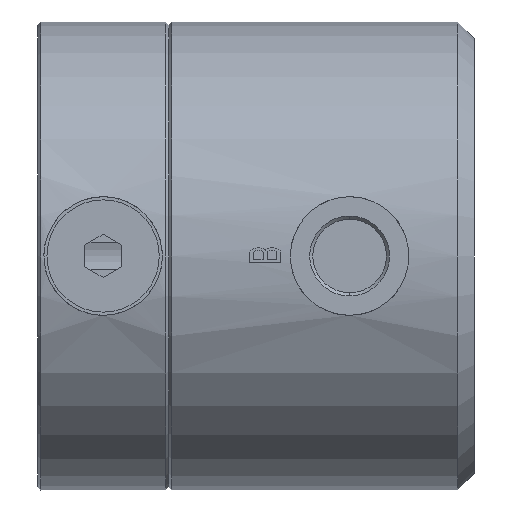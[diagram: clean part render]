
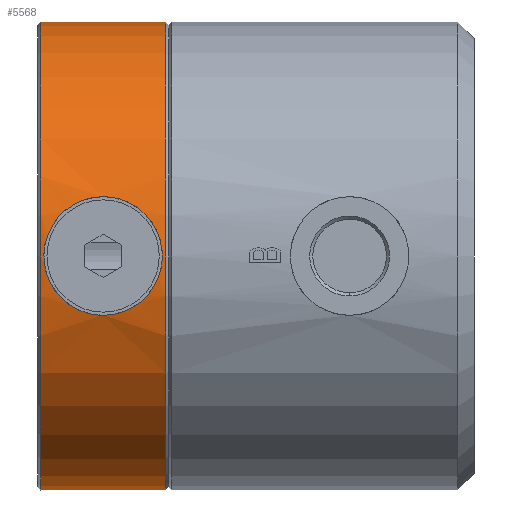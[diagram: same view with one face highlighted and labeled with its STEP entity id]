
A CAD part, front view. The second image highlights one B-rep face of the part: STEP entity #5568.
In plain terms, the highlighted cylindrical face has radius 37.5 mm (diameter 75 mm), a partial arc.
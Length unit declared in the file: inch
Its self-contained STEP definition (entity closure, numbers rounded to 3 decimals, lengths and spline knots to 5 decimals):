
#400=CARTESIAN_POINT('',(-1.35827,0.,0.));
#401=DIRECTION('',(-1.,0.,0.));
#402=DIRECTION('',(0.,0.,-1.));
#403=AXIS2_PLACEMENT_3D('',#400,#401,#402);
#408=DIRECTION('',(-1.,0.,0.));
#409=VECTOR('',#408,0.7874);
#410=CARTESIAN_POINT('',(-0.57087,0.,1.47638));
#411=LINE('',#410,#409);
#415=DIRECTION('',(-1.,0.,0.));
#416=VECTOR('',#415,0.7874);
#417=CARTESIAN_POINT('',(-0.57087,0.,-1.47638));
#418=LINE('',#417,#416);
#2519=CARTESIAN_POINT('',(-0.57087,0.,0.));
#2520=DIRECTION('',(1.,0.,0.));
#2521=DIRECTION('',(0.,0.,1.));
#2522=AXIS2_PLACEMENT_3D('',#2519,#2520,#2521);
#3048=CARTESIAN_POINT('',(-0.96457,-1.42822,
0.37402));
#3049=CARTESIAN_POINT('',(-0.97998,-1.42822,
0.37402));
#3050=CARTESIAN_POINT('',(-1.01091,-1.42872,
0.37211));
#3051=CARTESIAN_POINT('',(-1.05711,-1.43097,
0.36341));
#3052=CARTESIAN_POINT('',(-1.10187,-1.43458,
0.34895));
#3053=CARTESIAN_POINT('',(-1.14426,-1.43928,
0.32916));
#3054=CARTESIAN_POINT('',(-1.18463,-1.4449,
0.30367));
#3055=CARTESIAN_POINT('',(-1.22114,-1.45095,
0.2735));
#3056=CARTESIAN_POINT('',(-1.25376,-1.4571,
0.2388));
#3057=CARTESIAN_POINT('',(-1.2819,-1.46298,
0.19985));
#3058=CARTESIAN_POINT('',(-1.30439,-1.46805,
0.15859));
#3059=CARTESIAN_POINT('',(-1.32174,-1.47218,
0.11428));
#3060=CARTESIAN_POINT('',(-1.33315,-1.47501,
0.06893));
#3061=CARTESIAN_POINT('',(-1.33886,-1.47645,
0.02276));
#3062=CARTESIAN_POINT('',(-1.33879,-1.47643,
-0.02393));
#3063=CARTESIAN_POINT('',(-1.33292,-1.47495,
-0.07012));
#3064=CARTESIAN_POINT('',(-1.32147,-1.47212,
-0.11503));
#3065=CARTESIAN_POINT('',(-1.30424,-1.46801,
-0.15894));
#3066=CARTESIAN_POINT('',(-1.28136,-1.46286,
-0.20068));
#3067=CARTESIAN_POINT('',(-1.25379,-1.45711,
-0.23869));
#3068=CARTESIAN_POINT('',(-1.2214,-1.45099,
-0.27328));
#3069=CARTESIAN_POINT('',(-1.18473,-1.44492,
-0.30358));
#3070=CARTESIAN_POINT('',(-1.14496,-1.43937,
-0.32877));
#3071=CARTESIAN_POINT('',(-1.10204,-1.4346,
-0.3489));
#3072=CARTESIAN_POINT('',(-1.05748,-1.43099,
-0.3633));
#3073=CARTESIAN_POINT('',(-1.01115,-1.42873,
-0.37209));
#3074=CARTESIAN_POINT('',(-0.98007,-1.42822,
-0.37402));
#3075=CARTESIAN_POINT('',(-0.96457,-1.42822,
-0.37402));
#3119=CARTESIAN_POINT('',(-0.96457,-1.42822,
-0.37402));
#3120=CARTESIAN_POINT('',(-0.94916,-1.42822,
-0.37402));
#3121=CARTESIAN_POINT('',(-0.91822,-1.42872,
-0.37211));
#3122=CARTESIAN_POINT('',(-0.87202,-1.43097,
-0.36341));
#3123=CARTESIAN_POINT('',(-0.82727,-1.43458,
-0.34895));
#3124=CARTESIAN_POINT('',(-0.78488,-1.43928,
-0.32916));
#3125=CARTESIAN_POINT('',(-0.7445,-1.4449,
-0.30367));
#3126=CARTESIAN_POINT('',(-0.708,-1.45095,
-0.2735));
#3127=CARTESIAN_POINT('',(-0.67538,-1.4571,
-0.2388));
#3128=CARTESIAN_POINT('',(-0.64724,-1.46298,
-0.19985));
#3129=CARTESIAN_POINT('',(-0.62475,-1.46805,
-0.15859));
#3130=CARTESIAN_POINT('',(-0.60739,-1.47218,
-0.11428));
#3131=CARTESIAN_POINT('',(-0.59598,-1.47501,
-0.06893));
#3132=CARTESIAN_POINT('',(-0.59028,-1.47645,
-0.02276));
#3133=CARTESIAN_POINT('',(-0.59035,-1.47643,
0.02393));
#3134=CARTESIAN_POINT('',(-0.59621,-1.47495,
0.07012));
#3135=CARTESIAN_POINT('',(-0.60766,-1.47212,
0.11503));
#3136=CARTESIAN_POINT('',(-0.62489,-1.46801,
0.15894));
#3137=CARTESIAN_POINT('',(-0.64778,-1.46286,
0.20069));
#3138=CARTESIAN_POINT('',(-0.67534,-1.45711,
0.23869));
#3139=CARTESIAN_POINT('',(-0.70773,-1.45099,
0.27328));
#3140=CARTESIAN_POINT('',(-0.74441,-1.44492,
0.30358));
#3141=CARTESIAN_POINT('',(-0.78417,-1.43937,
0.32877));
#3142=CARTESIAN_POINT('',(-0.82709,-1.4346,
0.3489));
#3143=CARTESIAN_POINT('',(-0.87166,-1.43099,
0.3633));
#3144=CARTESIAN_POINT('',(-0.91799,-1.42873,
0.37209));
#3145=CARTESIAN_POINT('',(-0.94906,-1.42822,
0.37402));
#3146=CARTESIAN_POINT('',(-0.96457,-1.42822,
0.37402));
#4713=CARTESIAN_POINT('',(-0.57087,0.,1.47638));
#4714=VERTEX_POINT('',#4713);
#4727=CARTESIAN_POINT('',(-0.57087,0.,-1.47638));
#4728=VERTEX_POINT('',#4727);
#4797=CARTESIAN_POINT('',(-1.35827,0.,1.47638));
#4798=VERTEX_POINT('',#4797);
#4847=CARTESIAN_POINT('',(-1.35827,0.,-1.47638));
#4848=VERTEX_POINT('',#4847);
#4869=CARTESIAN_POINT('',(-0.96457,-1.42822,
-0.37402));
#4871=VERTEX_POINT('',#4869);
#4881=CARTESIAN_POINT('',(-0.96457,-1.42822,
0.37402));
#4882=VERTEX_POINT('',#4881);
#5548=CARTESIAN_POINT('',(-1.51575,0.,0.));
#5549=DIRECTION('',(1.,0.,0.));
#5550=DIRECTION('',(0.,0.,-1.));
#5551=AXIS2_PLACEMENT_3D('',#5548,#5549,#5550);
#5552=CYLINDRICAL_SURFACE('',#5551,1.47638);
#5554=ORIENTED_EDGE('',*,*,#5553,.F.);
#5556=ORIENTED_EDGE('',*,*,#5555,.T.);
#5558=ORIENTED_EDGE('',*,*,#5557,.T.);
#5559=ORIENTED_EDGE('',*,*,#5541,.T.);
#5560=EDGE_LOOP('',(#5554,#5556,#5558,#5559));
#5561=FACE_OUTER_BOUND('',#5560,.F.);
#5563=ORIENTED_EDGE('',*,*,#5562,.T.);
#5565=ORIENTED_EDGE('',*,*,#5564,.T.);
#5566=EDGE_LOOP('',(#5563,#5565));
#5567=FACE_BOUND('',#5566,.F.);
#404=CIRCLE('',#403,1.47638);
#2523=CIRCLE('',#2522,1.47638);
#3076=B_SPLINE_CURVE_WITH_KNOTS('',3,(#3048,#3049,#3050,#3051,#3052,#3053,#3054,
#3055,#3056,#3057,#3058,#3059,#3060,#3061,#3062,#3063,#3064,#3065,#3066,#3067,
#3068,#3069,#3070,#3071,#3072,#3073,#3074,#3075),.UNSPECIFIED.,.F.,.F.,(4,1,1,1,
1,1,1,1,1,1,1,1,1,1,1,1,1,1,1,1,1,1,1,1,1,4),(0.,0.04,0.08,0.12,0.16,
0.2,0.24,0.28,0.32,0.36,0.4,0.44,0.48,0.52,0.56,0.6,
0.64,0.68,0.72,0.76,0.8,0.84,0.88,0.92,0.96,1.),
.UNSPECIFIED.);
#3147=B_SPLINE_CURVE_WITH_KNOTS('',3,(#3119,#3120,#3121,#3122,#3123,#3124,#3125,
#3126,#3127,#3128,#3129,#3130,#3131,#3132,#3133,#3134,#3135,#3136,#3137,#3138,
#3139,#3140,#3141,#3142,#3143,#3144,#3145,#3146),.UNSPECIFIED.,.F.,.F.,(4,1,1,1,
1,1,1,1,1,1,1,1,1,1,1,1,1,1,1,1,1,1,1,1,1,4),(0.,0.04,0.08,0.12,0.16,
0.2,0.24,0.28,0.32,0.36,0.4,0.44,0.48,0.52,0.56,0.6,
0.64,0.68,0.72,0.76,0.8,0.84,0.88,0.92,0.96,1.),
.UNSPECIFIED.);
#5541=EDGE_CURVE('',#4848,#4798,#404,.T.);
#5553=EDGE_CURVE('',#4714,#4798,#411,.T.);
#5555=EDGE_CURVE('',#4714,#4728,#2523,.T.);
#5557=EDGE_CURVE('',#4728,#4848,#418,.T.);
#5562=EDGE_CURVE('',#4882,#4871,#3076,.T.);
#5564=EDGE_CURVE('',#4871,#4882,#3147,.T.);
#5568=ADVANCED_FACE('',(#5561,#5567),#5552,.T.);
